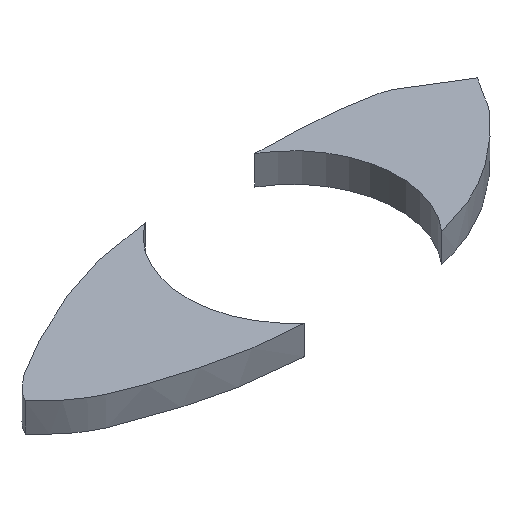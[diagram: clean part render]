
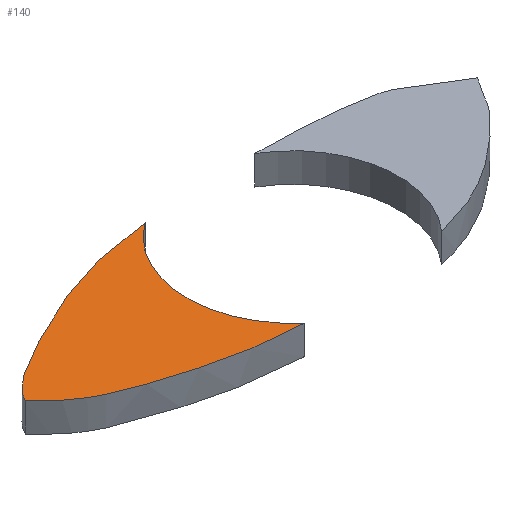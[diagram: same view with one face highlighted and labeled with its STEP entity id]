
A CAD part, isometric view. The second image highlights one B-rep face of the part: STEP entity #140.
In plain terms, the highlighted planar face has unit normal (0, 0, 1).
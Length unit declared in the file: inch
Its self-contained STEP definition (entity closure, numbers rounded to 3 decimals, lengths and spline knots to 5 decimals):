
#17=PLANE('',#165);
#22=CIRCLE('',#164,0.18181);
#30=FACE_OUTER_BOUND('',#40,.T.);
#40=EDGE_LOOP('',(#109,#110,#111));
#60=B_SPLINE_CURVE_WITH_KNOTS('',3,(#245,#246,#247,#248,#249,#250,#251,
#252,#253,#254,#255,#256,#257),.UNSPECIFIED.,.F.,.F.,(4,3,3,3,4),(0.54261,
0.62629,0.74242,0.87716,0.94626),
 .UNSPECIFIED.);
#62=B_SPLINE_CURVE_WITH_KNOTS('',3,(#313,#314,#315,#316,#317,#318,#319,
#320,#321,#322,#323,#324,#325,#326,#327,#328),.UNSPECIFIED.,.F.,.F.,(4,
3,3,3,3,4),(0.04848,0.12214,0.21971,0.32554,
0.43059,0.47055),.UNSPECIFIED.);
#69=VERTEX_POINT('',#242);
#70=VERTEX_POINT('',#244);
#72=VERTEX_POINT('',#262);
#81=EDGE_CURVE('',#70,#69,#60,.T.);
#84=EDGE_CURVE('',#72,#70,#22,.T.);
#87=EDGE_CURVE('',#69,#72,#62,.T.);
#109=ORIENTED_EDGE('',*,*,#87,.T.);
#110=ORIENTED_EDGE('',*,*,#84,.T.);
#111=ORIENTED_EDGE('',*,*,#81,.T.);
#140=ADVANCED_FACE('',(#30),#17,.T.);
#164=AXIS2_PLACEMENT_3D('',#263,#180,#181);
#165=AXIS2_PLACEMENT_3D('',#329,#183,#184);
#180=DIRECTION('center_axis',(0.,0.,-1.));
#181=DIRECTION('ref_axis',(-0.579,0.815,0.));
#183=DIRECTION('center_axis',(0.,0.,1.));
#184=DIRECTION('ref_axis',(-1.,0.,0.));
#242=CARTESIAN_POINT('',(0.27888,-0.20351,0.4037));
#244=CARTESIAN_POINT('',(0.64715,-0.0416,0.4037));
#245=CARTESIAN_POINT('Ctrl Pts',(0.64715,-0.0416,
0.4037));
#246=CARTESIAN_POINT('Ctrl Pts',(0.60381,-0.0465,
0.4037));
#247=CARTESIAN_POINT('Ctrl Pts',(0.56476,-0.05376,
0.4037));
#248=CARTESIAN_POINT('Ctrl Pts',(0.5323,-0.06287,
0.4037));
#249=CARTESIAN_POINT('Ctrl Pts',(0.48711,-0.07555,
0.4037));
#250=CARTESIAN_POINT('Ctrl Pts',(0.45077,-0.09186,
0.4037));
#251=CARTESIAN_POINT('Ctrl Pts',(0.41319,-0.10998,0.4037));
#252=CARTESIAN_POINT('Ctrl Pts',(0.36963,-0.13098,0.4037));
#253=CARTESIAN_POINT('Ctrl Pts',(0.32734,-0.15362,0.4037));
#254=CARTESIAN_POINT('Ctrl Pts',(0.30366,-0.17393,0.4037));
#255=CARTESIAN_POINT('Ctrl Pts',(0.29137,-0.18446,0.4037));
#256=CARTESIAN_POINT('Ctrl Pts',(0.28391,-0.19373,0.4037));
#257=CARTESIAN_POINT('Ctrl Pts',(0.27888,-0.20351,0.4037));
#262=CARTESIAN_POINT('',(0.63487,-0.3286,0.4037));
#263=CARTESIAN_POINT('Origin',(0.75238,-0.18987,0.4037));
#313=CARTESIAN_POINT('Ctrl Pts',(0.27888,-0.20351,0.4037));
#314=CARTESIAN_POINT('Ctrl Pts',(0.29038,-0.2156,0.4037));
#315=CARTESIAN_POINT('Ctrl Pts',(0.30164,-0.22676,0.4037));
#316=CARTESIAN_POINT('Ctrl Pts',(0.3128,-0.23599,0.4037));
#317=CARTESIAN_POINT('Ctrl Pts',(0.32748,-0.24813,0.4037));
#318=CARTESIAN_POINT('Ctrl Pts',(0.34396,-0.25827,0.4037));
#319=CARTESIAN_POINT('Ctrl Pts',(0.36965,-0.26898,0.4037));
#320=CARTESIAN_POINT('Ctrl Pts',(0.39762,-0.28064,0.4037));
#321=CARTESIAN_POINT('Ctrl Pts',(0.43334,-0.292,0.4037));
#322=CARTESIAN_POINT('Ctrl Pts',(0.46716,-0.30163,0.4037));
#323=CARTESIAN_POINT('Ctrl Pts',(0.50067,-0.31118,0.4037));
#324=CARTESIAN_POINT('Ctrl Pts',(0.53256,-0.31888,0.4037));
#325=CARTESIAN_POINT('Ctrl Pts',(0.57772,-0.32406,0.4037));
#326=CARTESIAN_POINT('Ctrl Pts',(0.59487,-0.32603,0.4037));
#327=CARTESIAN_POINT('Ctrl Pts',(0.61418,-0.32759,0.4037));
#328=CARTESIAN_POINT('Ctrl Pts',(0.63487,-0.3286,0.4037));
#329=CARTESIAN_POINT('Origin',(0.46302,-0.18506,0.4037));
